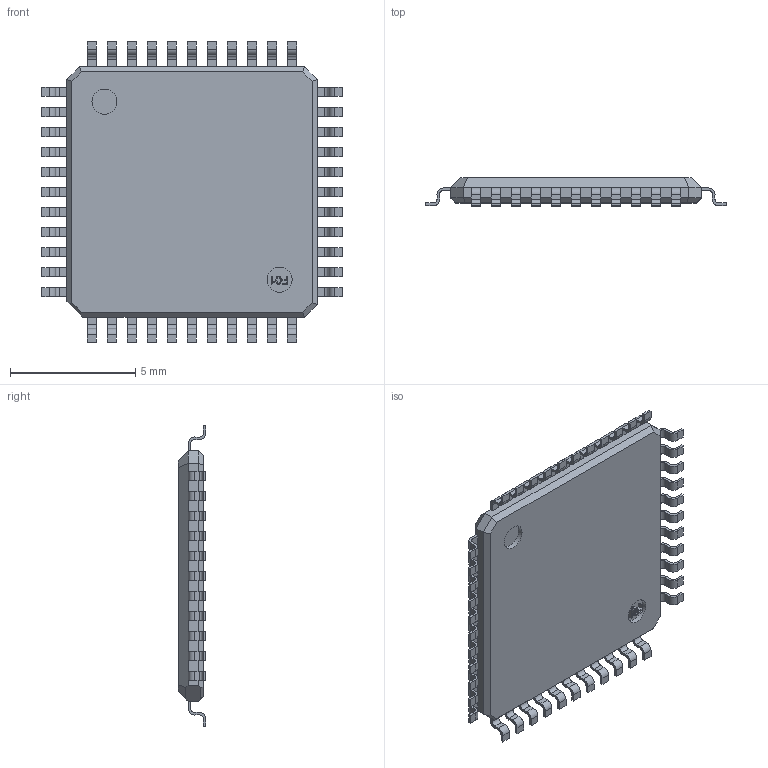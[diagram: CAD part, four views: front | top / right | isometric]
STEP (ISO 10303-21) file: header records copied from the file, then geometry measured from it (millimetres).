
FILE_DESCRIPTION(/* description */ (''),/* implementation_level */ '2;1');
FILE_NAME(/* name */ 'Atmega32A-TQFP44.step',/* time_stamp */ '2021-01-30T19:40:11+07:00',/* author */ (''),/* organization */ (''),/* preprocessor_version */ 'ST-DEVELOPER v18.1',/* originating_system */ 'Autodesk Translation Framework v9.7.1.1290',/* authorisation */ '');
FILE_SCHEMA (('AUTOMOTIVE_DESIGN { 1 0 10303 214 3 1 1 }'));
Length unit declared in the file: millimetre
Products named in the file (6): Atmega32A-TQFP44; Pin; Pin(Mirror) (1); Body; Atmel Logo; Text (1)
Assembly tree (5 placements, depth 3):
  Atmega32A-TQFP44
    Pin
    Pin(Mirror) (1)
    Body
      Atmel Logo
    Text (1)
Bounding box: 12 x 1.11 x 12 mm (x, y, z)
Volume: 97.2 mm3; surface area: 295.2 mm2
Topology: 49 solids, 49 shells, 1071 faces, 2799 edges, 1862 vertices
Faces by surface type: plane 723, cylinder 179, bspline 169
Full cylindrical faces by diameter (mm): 1 x3
Entity records: 34397 total; most frequent: CARTESIAN_POINT 8612, ORIENTED_EDGE 5598, DIRECTION 4644, EDGE_CURVE 2799, LINE 2102, VECTOR 2102, VERTEX_POINT 1862, AXIS2_PLACEMENT_3D 1271
